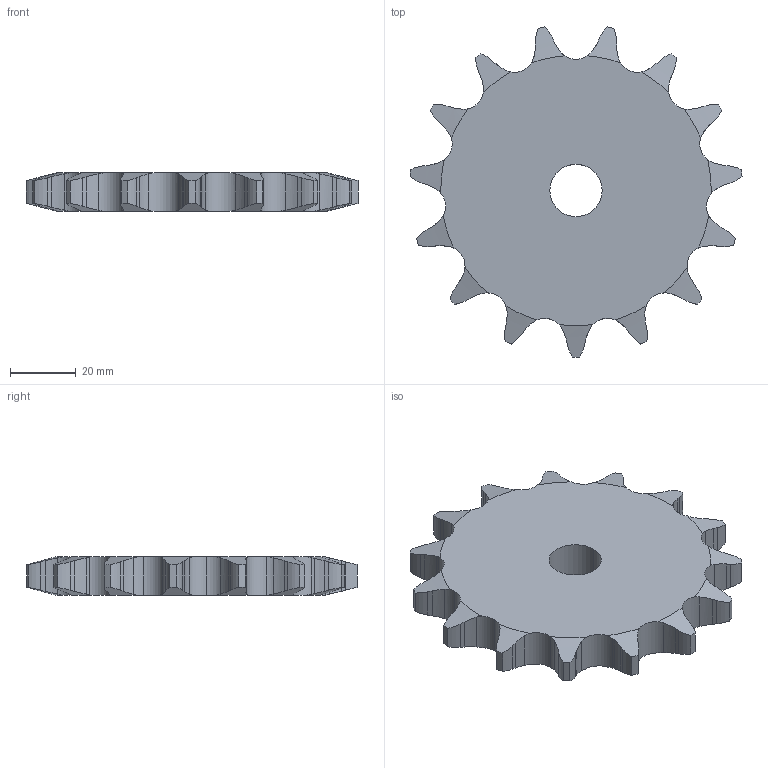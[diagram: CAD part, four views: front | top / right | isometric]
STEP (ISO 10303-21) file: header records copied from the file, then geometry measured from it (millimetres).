
FILE_DESCRIPTION (( 'STEP AP203' ), '1' );
FILE_NAME ('6663K62.step', '2014-08-21T16:30:40', ( 't2jrg' ), ( '' ), 'SwSTEP 2.0', 'SolidWorks 2010', '' );
FILE_SCHEMA (( 'CONFIG_CONTROL_DESIGN' ));
Length unit declared in the file: inch
Products named in the file (1): 6663K62
Bounding box: 100.69 x 100.15 x 11.66 mm (x, y, z)
Volume: 66444.6 mm3; surface area: 16807.3 mm2
Topology: 1 solids, 1 shells, 162 faces, 480 edges, 320 vertices
Faces by surface type: cylinder 98, cone 32, plane 32
Entity records: 5867 total; most frequent: CARTESIAN_POINT 1837, ORIENTED_EDGE 960, DIRECTION 660, EDGE_CURVE 480, VERTEX_POINT 320, AXIS2_PLACEMENT_3D 265, B_SPLINE_CURVE_WITH_KNOTS 248, EDGE_LOOP 164
